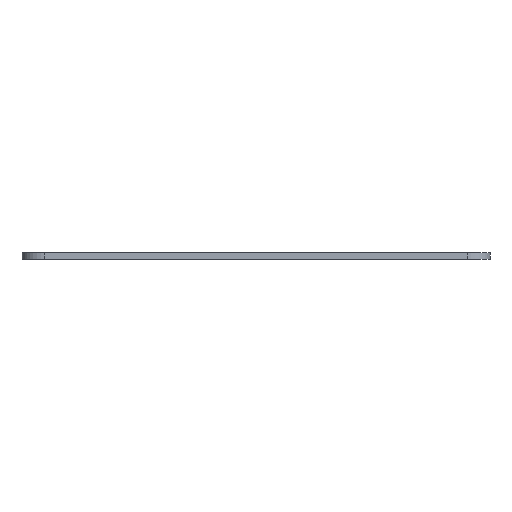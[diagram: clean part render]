
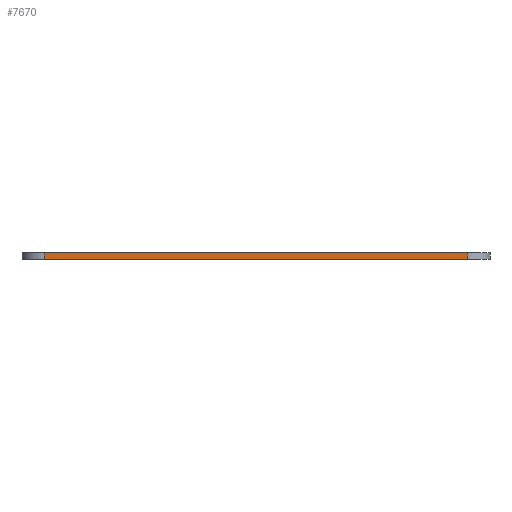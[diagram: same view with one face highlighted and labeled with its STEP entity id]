
A CAD part, left-side view. The second image highlights one B-rep face of the part: STEP entity #7670.
In plain terms, the highlighted planar face has unit normal (-1, 0, 0).
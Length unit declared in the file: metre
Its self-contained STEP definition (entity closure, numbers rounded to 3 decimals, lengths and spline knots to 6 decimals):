
#1200=ORIENTED_EDGE('',*,*,#3273,.T.);
#1201=ORIENTED_EDGE('',*,*,#3284,.T.);
#1202=ORIENTED_EDGE('',*,*,#3220,.F.);
#1203=ORIENTED_EDGE('',*,*,#3285,.T.);
#3220=EDGE_CURVE('',#4306,#4307,#5057,.T.);
#3273=EDGE_CURVE('',#4352,#4351,#5094,.T.);
#3284=EDGE_CURVE('',#4351,#4307,#5102,.F.);
#3285=EDGE_CURVE('',#4306,#4352,#5103,.T.);
#4306=VERTEX_POINT('',#11358);
#4307=VERTEX_POINT('',#11360);
#4351=VERTEX_POINT('',#11460);
#4352=VERTEX_POINT('',#11462);
#5057=LINE('',#11359,#5851);
#5094=LINE('',#11461,#5888);
#5102=LINE('',#11478,#5896);
#5103=LINE('',#11479,#5897);
#5851=VECTOR('',#9241,1.);
#5888=VECTOR('',#9318,1.);
#5896=VECTOR('',#9340,1.);
#5897=VECTOR('',#9341,1.);
#6555=EDGE_LOOP('',(#1200,#1201,#1202,#1203));
#7013=FACE_BOUND('',#6555,.T.);
#7401=PLANE('',#8240);
#7670=ADVANCED_FACE('',(#7013),#7401,.F.);
#8240=AXIS2_PLACEMENT_3D('',#11477,#9338,#9339);
#9241=DIRECTION('',(0.,-1.,0.));
#9318=DIRECTION('',(0.,-1.,0.));
#9338=DIRECTION('',(1.,0.,0.));
#9339=DIRECTION('',(0.,1.,0.));
#9340=DIRECTION('',(0.,0.,-1.));
#9341=DIRECTION('',(0.,0.,-1.));
#11358=CARTESIAN_POINT('',(-0.05508,0.05767,0.0015));
#11359=CARTESIAN_POINT('',(-0.05508,0.01042,0.0015));
#11360=CARTESIAN_POINT('',(-0.05508,-0.03683,0.0015));
#11460=CARTESIAN_POINT('',(-0.05508,-0.03683,0.));
#11461=CARTESIAN_POINT('',(-0.05508,0.01042,0.));
#11462=CARTESIAN_POINT('',(-0.05508,0.05767,0.));
#11477=CARTESIAN_POINT('',(-0.05508,0.01042,0.0015));
#11478=CARTESIAN_POINT('',(-0.05508,-0.03683,0.0015));
#11479=CARTESIAN_POINT('',(-0.05508,0.05767,0.));
